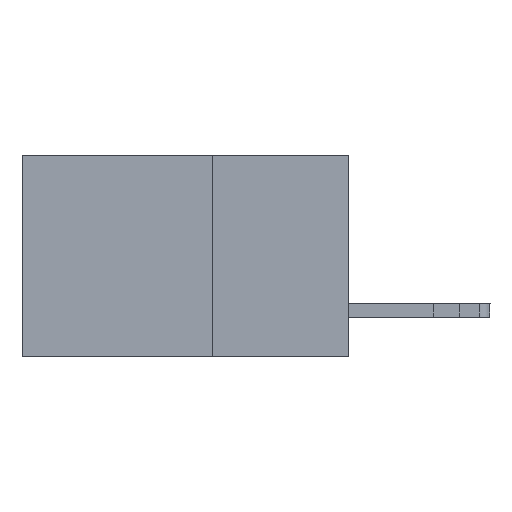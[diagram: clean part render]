
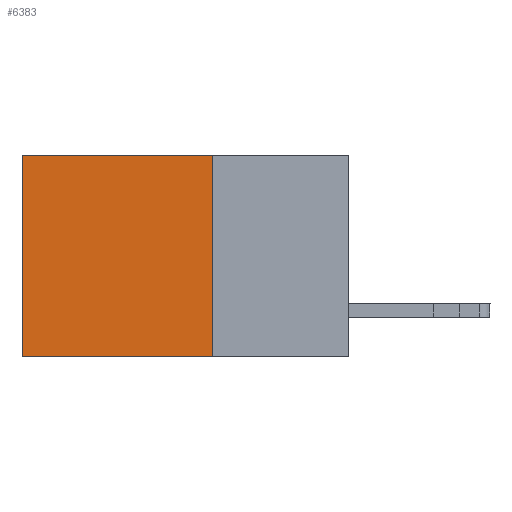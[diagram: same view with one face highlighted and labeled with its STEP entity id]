
A CAD part, left-side view. The second image highlights one B-rep face of the part: STEP entity #6383.
In plain terms, the highlighted planar face has unit normal (-1, 0, 0).
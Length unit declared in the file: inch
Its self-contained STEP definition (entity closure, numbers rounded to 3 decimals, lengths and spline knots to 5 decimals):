
#341 = FACE_OUTER_BOUND ( 'NONE', #4321, .T. ) ;
#406 = VERTEX_POINT ( 'NONE', #2260 ) ;
#484 = DIRECTION ( 'NONE',  ( 0., 1., 0. ) ) ;
#514 = PLANE ( 'NONE',  #2895 ) ;
#567 = EDGE_CURVE ( 'NONE', #9718, #406, #8882, .T. ) ;
#607 = VERTEX_POINT ( 'NONE', #8999 ) ;
#626 = LINE ( 'NONE', #2377, #8366 ) ;
#1606 = ORIENTED_EDGE ( 'NONE', *, *, #7761, .T. ) ;
#1921 = ORIENTED_EDGE ( 'NONE', *, *, #567, .F. ) ;
#2260 = CARTESIAN_POINT ( 'NONE',  ( 0.2615, 0.25, -0.37 ) ) ;
#2377 = CARTESIAN_POINT ( 'NONE',  ( 0.2615, 0.6, -0.37 ) ) ;
#2555 = CARTESIAN_POINT ( 'NONE',  ( 0.2615, 0.25, 0. ) ) ;
#2895 = AXIS2_PLACEMENT_3D ( 'NONE', #3648, #9563, #7067 ) ;
#3393 = VECTOR ( 'NONE', #484, 39.37008 ) ;
#3648 = CARTESIAN_POINT ( 'NONE',  ( 0.2615, 0.25, -0.37 ) ) ;
#4110 = LINE ( 'NONE', #10840, #8186 ) ;
#4139 = DIRECTION ( 'NONE',  ( 0., 0., -1. ) ) ;
#4321 = EDGE_LOOP ( 'NONE', ( #10564, #9626, #1921, #1606 ) ) ;
#5280 = CARTESIAN_POINT ( 'NONE',  ( 0.2615, 0.6, 0. ) ) ;
#6381 = CARTESIAN_POINT ( 'NONE',  ( 0.2615, 0.25, -0.37 ) ) ;
#6383 = ADVANCED_FACE ( 'NONE', ( #341 ), #514, .F. ) ;
#6438 = EDGE_CURVE ( 'NONE', #7210, #607, #626, .T. ) ;
#6500 = DIRECTION ( 'NONE',  ( 0., 0., -1. ) ) ;
#6872 = LINE ( 'NONE', #9826, #3393 ) ;
#7067 = DIRECTION ( 'NONE',  ( 0., 0., -1. ) ) ;
#7210 = VERTEX_POINT ( 'NONE', #5280 ) ;
#7548 = EDGE_CURVE ( 'NONE', #406, #607, #4110, .T. ) ;
#7761 = EDGE_CURVE ( 'NONE', #9718, #7210, #6872, .T. ) ;
#8186 = VECTOR ( 'NONE', #9200, 39.37008 ) ;
#8366 = VECTOR ( 'NONE', #4139, 39.37008 ) ;
#8643 = VECTOR ( 'NONE', #6500, 39.37008 ) ;
#8882 = LINE ( 'NONE', #6381, #8643 ) ;
#8999 = CARTESIAN_POINT ( 'NONE',  ( 0.2615, 0.6, -0.37 ) ) ;
#9200 = DIRECTION ( 'NONE',  ( 0., 1., 0. ) ) ;
#9563 = DIRECTION ( 'NONE',  ( 1., 0., 0. ) ) ;
#9626 = ORIENTED_EDGE ( 'NONE', *, *, #7548, .F. ) ;
#9718 = VERTEX_POINT ( 'NONE', #2555 ) ;
#9826 = CARTESIAN_POINT ( 'NONE',  ( 0.2615, 0.25, 0. ) ) ;
#10564 = ORIENTED_EDGE ( 'NONE', *, *, #6438, .T. ) ;
#10840 = CARTESIAN_POINT ( 'NONE',  ( 0.2615, 0.25, -0.37 ) ) ;
